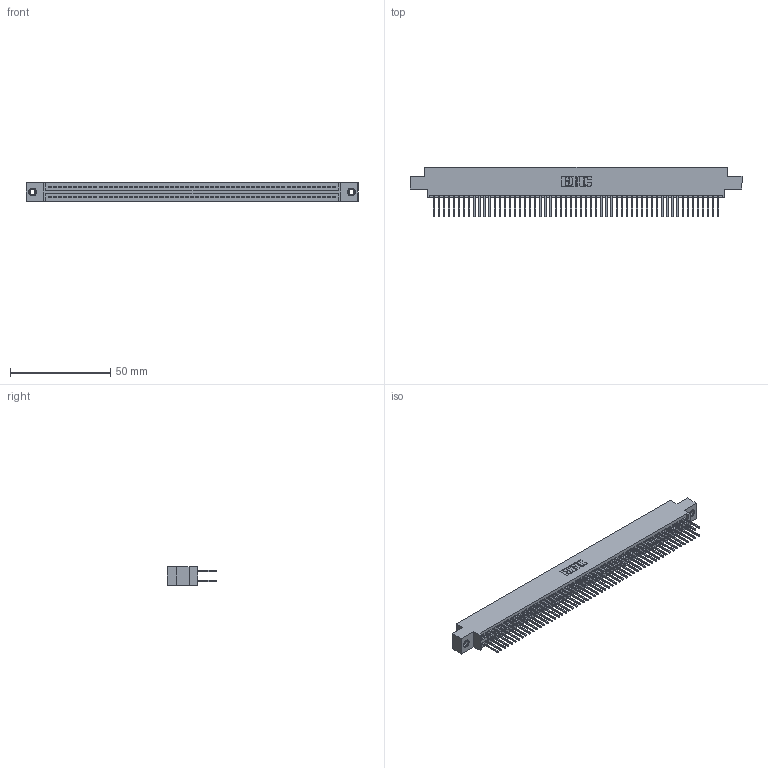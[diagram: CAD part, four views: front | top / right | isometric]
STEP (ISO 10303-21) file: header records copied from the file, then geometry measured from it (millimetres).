
FILE_DESCRIPTION (( 'STEP AP203' ), '1' );
FILE_NAME ('395-114-523-807.STEP', '2018-12-01T14:58:58', ( '' ), ( '' ), 'SwSTEP 2.0', 'SolidWorks 2016', '' );
FILE_SCHEMA (( 'CONFIG_CONTROL_DESIGN' ));
Length unit declared in the file: inch
Products named in the file (4): 345 Part_0.170 Offset - 0.156 Dia-TI; 345-292-001_345-293-123; 345-250-001_345-250-005-103; 395-114-523-807
Assembly tree (117 placements, depth 2):
  395-114-523-807
    345 Part_0.170 Offset - 0.156 Dia-TI
    345-292-001_345-293-123  x114
    345-250-001_345-250-005-103  x2
Bounding box: 165.99 x 24.82 x 9.4 mm (x, y, z)
Volume: 16370.4 mm3; surface area: 25708.1 mm2
Topology: 117 solids, 117 shells, 5890 faces, 17475 edges, 11490 vertices
Faces by surface type: plane 3878, cylinder 1996, cone 12, torus 4
Entity records: 44040 total; most frequent: CARTESIAN_POINT 7351, ORIENTED_EDGE 7278, DIRECTION 6489, EDGE_CURVE 3639, VECTOR 3259, LINE 3259, VERTEX_POINT 2420, AXIS2_PLACEMENT_3D 1615
